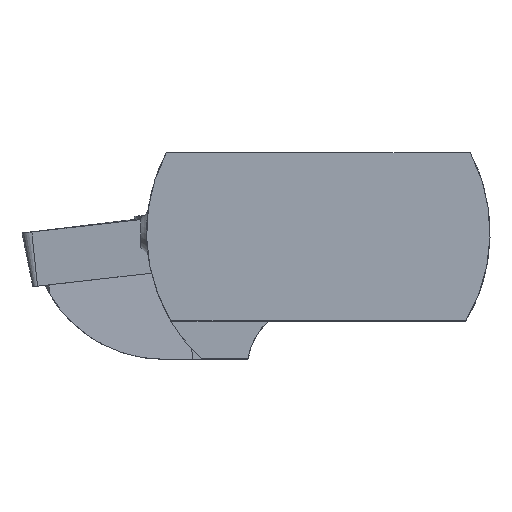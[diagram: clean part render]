
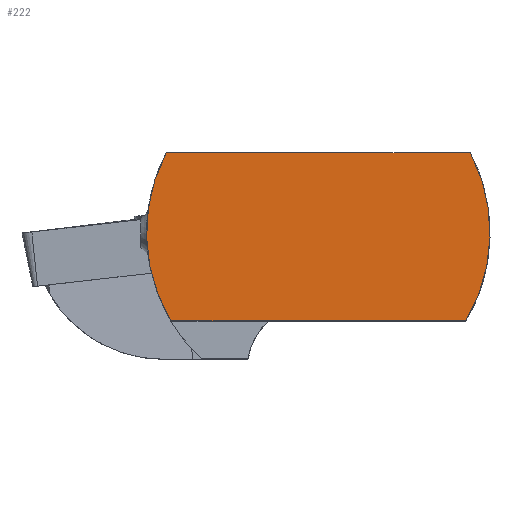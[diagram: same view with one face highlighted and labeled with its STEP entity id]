
A CAD part, top view. The second image highlights one B-rep face of the part: STEP entity #222.
In plain terms, the highlighted planar face has unit normal (0, 0, 1).
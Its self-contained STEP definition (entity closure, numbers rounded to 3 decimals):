
#163=CIRCLE('',#1088,15.);
#166=CIRCLE('',#1094,15.);
#222=ADVANCED_FACE('',(#303),#265,.T.);
#265=PLANE('',#1127);
#303=FACE_OUTER_BOUND('',#345,.T.);
#345=EDGE_LOOP('',(#555,#556,#557,#558));
#555=ORIENTED_EDGE('',*,*,#789,.F.);
#556=ORIENTED_EDGE('',*,*,#767,.T.);
#557=ORIENTED_EDGE('',*,*,#791,.F.);
#558=ORIENTED_EDGE('',*,*,#777,.T.);
#674=VERTEX_POINT('',#1598);
#675=VERTEX_POINT('',#1599);
#684=VERTEX_POINT('',#1634);
#685=VERTEX_POINT('',#1635);
#767=EDGE_CURVE('',#674,#675,#163,.T.);
#777=EDGE_CURVE('',#684,#685,#166,.T.);
#789=EDGE_CURVE('',#674,#685,#888,.T.);
#791=EDGE_CURVE('',#684,#675,#890,.T.);
#888=LINE('',#1692,#957);
#890=LINE('',#1695,#959);
#957=VECTOR('',#1271,1.);
#959=VECTOR('',#1275,1.);
#1088=AXIS2_PLACEMENT_3D('',#1597,#1239,#1240);
#1094=AXIS2_PLACEMENT_3D('',#1633,#1255,#1256);
#1127=AXIS2_PLACEMENT_3D('',#1768,#1349,#1350);
#1239=DIRECTION('',(0.,0.,1.));
#1240=DIRECTION('',(1.,0.,0.));
#1255=DIRECTION('',(0.,0.,1.));
#1256=DIRECTION('',(1.,0.,0.));
#1271=DIRECTION('',(1.,0.,0.));
#1275=DIRECTION('',(-1.,0.,0.));
#1349=DIRECTION('',(0.,0.,1.));
#1350=DIRECTION('',(1.,0.,0.));
#1597=CARTESIAN_POINT('',(0.,0.,0.));
#1598=CARTESIAN_POINT('',(-13.266,7.,0.));
#1599=CARTESIAN_POINT('',(-12.873,-7.7,0.));
#1633=CARTESIAN_POINT('',(0.,0.,0.));
#1634=CARTESIAN_POINT('',(12.873,-7.7,0.));
#1635=CARTESIAN_POINT('',(13.266,7.,0.));
#1692=CARTESIAN_POINT('',(-25.,7.,0.));
#1695=CARTESIAN_POINT('',(-25.,-7.7,0.));
#1768=CARTESIAN_POINT('',(0.,0.,0.));
